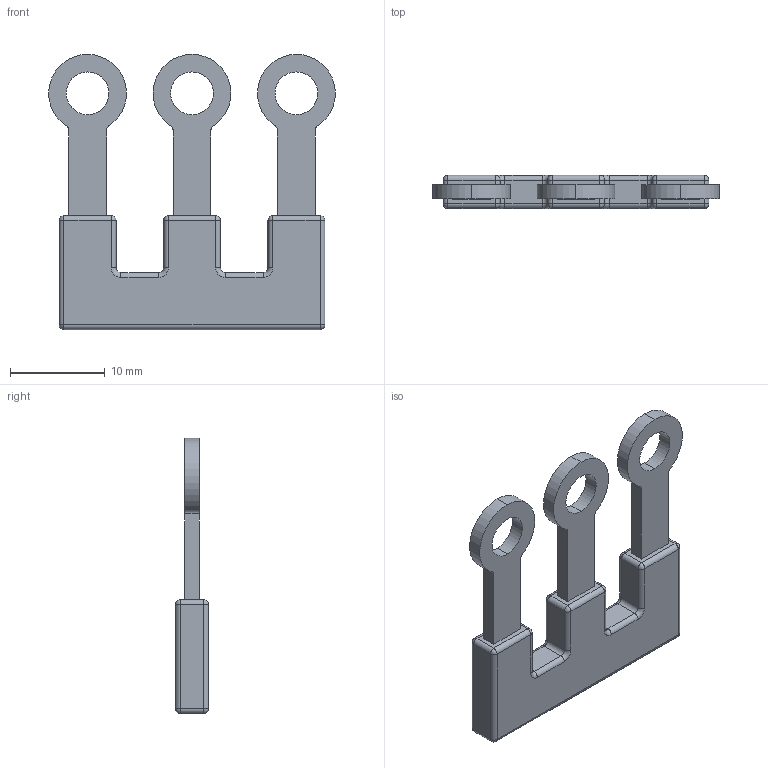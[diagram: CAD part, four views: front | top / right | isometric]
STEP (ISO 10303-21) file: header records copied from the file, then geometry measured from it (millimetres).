
FILE_DESCRIPTION(('CATIA V5 STEP Exchange','CAx-IF Rec.Pracs.--- Model Styling and Organization---1.4--- 2014-01-23'),'2;1');
FILE_NAME ('D1463469_0', '2020-07-28T05:02:40+00:00', ('none'), ('Weidmueller'), 'CATIA Version 5-6 Release 2016 SP3 HF44', 'CATIA V5 STEP AP214', 'none');
FILE_SCHEMA(('AUTOMOTIVE_DESIGN { 1 0 10303 214 1 1 1 1 }'));
Length unit declared in the file: millimetre
Products named in the file (1): 2615150000
Bounding box: 30.2 x 3.5 x 29 mm (x, y, z)
Volume: 1282 mm3; surface area: 1561.8 mm2
Topology: 4 solids, 4 shells, 107 faces, 255 edges, 140 vertices
Faces by surface type: cylinder 54, plane 29, sphere 16, torus 8
Entity records: 2894 total; most frequent: CARTESIAN_POINT 532, ORIENTED_EDGE 478, DIRECTION 441, EDGE_CURVE 239, AXIS2_PLACEMENT_3D 215, VERTEX_POINT 140, VECTOR 123, LINE 123
